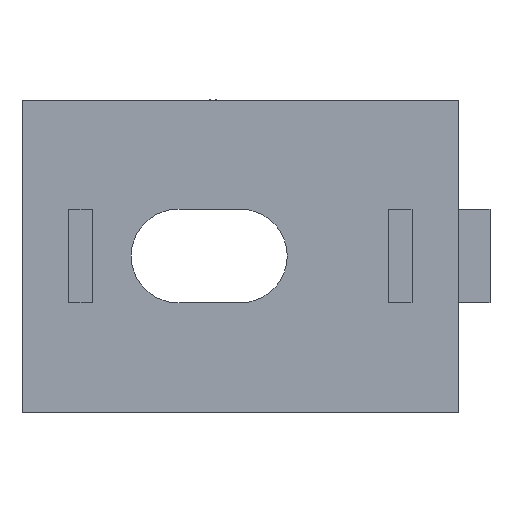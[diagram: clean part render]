
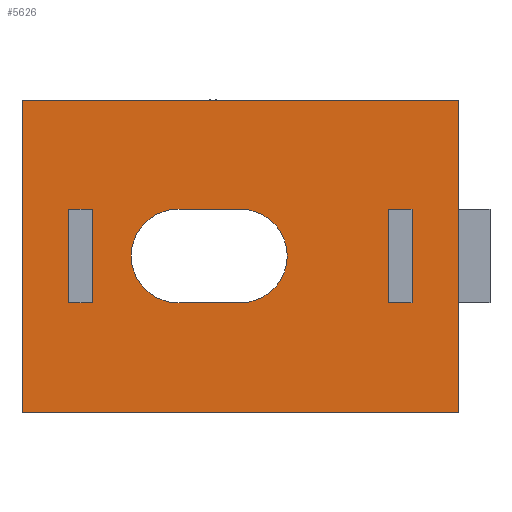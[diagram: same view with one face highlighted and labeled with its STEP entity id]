
A CAD part, left-side view. The second image highlights one B-rep face of the part: STEP entity #5626.
In plain terms, the highlighted planar face has unit normal (-1, 0, 0).
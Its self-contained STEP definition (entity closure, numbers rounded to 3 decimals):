
#10 = VERTEX_POINT ( 'NONE', #984 ) ;
#52 = VECTOR ( 'NONE', #6022, 1000. ) ;
#168 = VECTOR ( 'NONE', #2071, 1000. ) ;
#352 = DIRECTION ( 'NONE',  ( 0., 1., 0. ) ) ;
#378 = CARTESIAN_POINT ( 'NONE',  ( 0., 25., 13. ) ) ;
#394 = DIRECTION ( 'NONE',  ( 0., 1., 0. ) ) ;
#440 = CARTESIAN_POINT ( 'NONE',  ( 0., 18., 13. ) ) ;
#508 = EDGE_CURVE ( 'NONE', #10, #5473, #2115, .T. ) ;
#584 = CARTESIAN_POINT ( 'NONE',  ( 0., 0., 0. ) ) ;
#782 = VECTOR ( 'NONE', #6011, 1000. ) ;
#907 = CARTESIAN_POINT ( 'NONE',  ( 0., 0., 0. ) ) ;
#919 = VERTEX_POINT ( 'NONE', #440 ) ;
#922 = VECTOR ( 'NONE', #2099, 1000. ) ;
#984 = CARTESIAN_POINT ( 'NONE',  ( 0., 23.5, 7. ) ) ;
#1078 = VECTOR ( 'NONE', #394, 1000. ) ;
#1125 = LINE ( 'NONE', #5973, #782 ) ;
#1130 = CARTESIAN_POINT ( 'NONE',  ( 0., 0., 20. ) ) ;
#1156 = FACE_OUTER_BOUND ( 'NONE', #3781, .T. ) ;
#1157 = LINE ( 'NONE', #6955, #52 ) ;
#1341 = VERTEX_POINT ( 'NONE', #5351 ) ;
#1433 = VERTEX_POINT ( 'NONE', #5098 ) ;
#1473 = AXIS2_PLACEMENT_3D ( 'NONE', #6933, #6969, #6921 ) ;
#1479 = CARTESIAN_POINT ( 'NONE',  ( 0., 3., 20. ) ) ;
#1522 = DIRECTION ( 'NONE',  ( 0., 0., 1. ) ) ;
#1744 = VERTEX_POINT ( 'NONE', #6947 ) ;
#1764 = LINE ( 'NONE', #2437, #168 ) ;
#1834 = DIRECTION ( 'NONE',  ( 0., 0., 1. ) ) ;
#1851 = CARTESIAN_POINT ( 'NONE',  ( 0., 4.5, 13. ) ) ;
#1854 = VECTOR ( 'NONE', #4685, 1000. ) ;
#2071 = DIRECTION ( 'NONE',  ( 0., 0., -1. ) ) ;
#2096 = VECTOR ( 'NONE', #1522, 1000. ) ;
#2099 = DIRECTION ( 'NONE',  ( 0., -1., 0. ) ) ;
#2115 = LINE ( 'NONE', #3321, #2096 ) ;
#2157 = VECTOR ( 'NONE', #3348, 1000. ) ;
#2178 = LINE ( 'NONE', #378, #1078 ) ;
#2193 = AXIS2_PLACEMENT_3D ( 'NONE', #6448, #6051, #4998 ) ;
#2219 = DIRECTION ( 'NONE',  ( 0., 1., 0. ) ) ;
#2246 = AXIS2_PLACEMENT_3D ( 'NONE', #6819, #3069, #2367 ) ;
#2251 = CARTESIAN_POINT ( 'NONE',  ( 0., 0., 20. ) ) ;
#2315 = CARTESIAN_POINT ( 'NONE',  ( 0., 23.5, 13. ) ) ;
#2323 = EDGE_CURVE ( 'NONE', #4945, #1433, #5287, .T. ) ;
#2367 = DIRECTION ( 'NONE',  ( 0., 0., 1. ) ) ;
#2437 = CARTESIAN_POINT ( 'NONE',  ( 0., 4.5, 20. ) ) ;
#2611 = FACE_BOUND ( 'NONE', #3861, .T. ) ;
#2649 = DIRECTION ( 'NONE',  ( 0., 0., 1. ) ) ;
#2654 = CARTESIAN_POINT ( 'NONE',  ( 0., 25., 20. ) ) ;
#2872 = EDGE_CURVE ( 'NONE', #1744, #6663, #1125, .T. ) ;
#2882 = VECTOR ( 'NONE', #1834, 1000. ) ;
#2963 = LINE ( 'NONE', #5926, #5727 ) ;
#3020 = DIRECTION ( 'NONE',  ( 0., 0., -1. ) ) ;
#3043 = VECTOR ( 'NONE', #3020, 1000. ) ;
#3052 = CARTESIAN_POINT ( 'NONE',  ( 0., 14., 13. ) ) ;
#3069 = DIRECTION ( 'NONE',  ( -1., 0., 0. ) ) ;
#3132 = ORIENTED_EDGE ( 'NONE', *, *, #4829, .F. ) ;
#3288 = CIRCLE ( 'NONE', #2193, 3. ) ;
#3321 = CARTESIAN_POINT ( 'NONE',  ( 0., 23.5, 20. ) ) ;
#3348 = DIRECTION ( 'NONE',  ( 0., -1., 0. ) ) ;
#3356 = CARTESIAN_POINT ( 'NONE',  ( 0., 25., 7. ) ) ;
#3695 = EDGE_LOOP ( 'NONE', ( #5635, #5720, #5496, #5647 ) ) ;
#3781 = EDGE_LOOP ( 'NONE', ( #6339, #6063, #5824, #6261 ) ) ;
#3861 = EDGE_LOOP ( 'NONE', ( #5742, #6170, #5665, #5801 ) ) ;
#3867 = VERTEX_POINT ( 'NONE', #4678 ) ;
#3930 = VERTEX_POINT ( 'NONE', #4183 ) ;
#3944 = EDGE_LOOP ( 'NONE', ( #3132, #4154, #6504, #6083 ) ) ;
#4010 = VECTOR ( 'NONE', #352, 1000. ) ;
#4081 = FACE_BOUND ( 'NONE', #3695, .T. ) ;
#4154 = ORIENTED_EDGE ( 'NONE', *, *, #4820, .F. ) ;
#4183 = CARTESIAN_POINT ( 'NONE',  ( 0., 28., 0. ) ) ;
#4196 = LINE ( 'NONE', #907, #4010 ) ;
#4334 = VECTOR ( 'NONE', #2219, 1000. ) ;
#4451 = FACE_BOUND ( 'NONE', #3944, .T. ) ;
#4474 = VERTEX_POINT ( 'NONE', #584 ) ;
#4488 = EDGE_CURVE ( 'NONE', #5473, #5744, #2178, .T. ) ;
#4533 = CARTESIAN_POINT ( 'NONE',  ( 0., 14., 7. ) ) ;
#4593 = VERTEX_POINT ( 'NONE', #6928 ) ;
#4597 = EDGE_CURVE ( 'NONE', #1341, #5418, #1157, .T. ) ;
#4647 = VECTOR ( 'NONE', #2649, 1000. ) ;
#4678 = CARTESIAN_POINT ( 'NONE',  ( 0., 18., 7. ) ) ;
#4685 = DIRECTION ( 'NONE',  ( 0., 1., 0. ) ) ;
#4741 = EDGE_CURVE ( 'NONE', #5744, #4593, #5988, .T. ) ;
#4743 = EDGE_CURVE ( 'NONE', #6663, #1341, #1764, .T. ) ;
#4751 = EDGE_CURVE ( 'NONE', #5418, #1744, #5821, .T. ) ;
#4771 = EDGE_CURVE ( 'NONE', #4474, #3930, #4196, .T. ) ;
#4782 = EDGE_CURVE ( 'NONE', #3867, #6092, #6557, .T. ) ;
#4820 = EDGE_CURVE ( 'NONE', #6092, #6440, #4994, .T. ) ;
#4824 = LINE ( 'NONE', #4878, #4647 ) ;
#4829 = EDGE_CURVE ( 'NONE', #6440, #919, #6238, .T. ) ;
#4832 = EDGE_CURVE ( 'NONE', #919, #3867, #3288, .T. ) ;
#4851 = EDGE_CURVE ( 'NONE', #3930, #1433, #4824, .T. ) ;
#4873 = EDGE_CURVE ( 'NONE', #4945, #4474, #2963, .T. ) ;
#4878 = CARTESIAN_POINT ( 'NONE',  ( 0., 28., 20. ) ) ;
#4945 = VERTEX_POINT ( 'NONE', #1130 ) ;
#4962 = LINE ( 'NONE', #3356, #2157 ) ;
#4994 = CIRCLE ( 'NONE', #2246, 3. ) ;
#4998 = DIRECTION ( 'NONE',  ( 0., 0., 1. ) ) ;
#5098 = CARTESIAN_POINT ( 'NONE',  ( 0., 28., 20. ) ) ;
#5138 = CARTESIAN_POINT ( 'NONE',  ( 0., 3., 7. ) ) ;
#5287 = LINE ( 'NONE', #2251, #4334 ) ;
#5351 = CARTESIAN_POINT ( 'NONE',  ( 0., 4.5, 7. ) ) ;
#5418 = VERTEX_POINT ( 'NONE', #5138 ) ;
#5473 = VERTEX_POINT ( 'NONE', #2315 ) ;
#5482 = DIRECTION ( 'NONE',  ( 0., 0., -1. ) ) ;
#5496 = ORIENTED_EDGE ( 'NONE', *, *, #4488, .F. ) ;
#5626 = ADVANCED_FACE ( 'NONE', ( #4451, #1156, #2611, #4081 ), #6935, .F. ) ;
#5635 = ORIENTED_EDGE ( 'NONE', *, *, #6334, .F. ) ;
#5647 = ORIENTED_EDGE ( 'NONE', *, *, #508, .F. ) ;
#5665 = ORIENTED_EDGE ( 'NONE', *, *, #2872, .F. ) ;
#5720 = ORIENTED_EDGE ( 'NONE', *, *, #4741, .F. ) ;
#5727 = VECTOR ( 'NONE', #5482, 1000. ) ;
#5742 = ORIENTED_EDGE ( 'NONE', *, *, #4597, .F. ) ;
#5744 = VERTEX_POINT ( 'NONE', #6592 ) ;
#5801 = ORIENTED_EDGE ( 'NONE', *, *, #4751, .F. ) ;
#5821 = LINE ( 'NONE', #1479, #2882 ) ;
#5824 = ORIENTED_EDGE ( 'NONE', *, *, #4851, .F. ) ;
#5886 = CARTESIAN_POINT ( 'NONE',  ( 0., 0., 7. ) ) ;
#5926 = CARTESIAN_POINT ( 'NONE',  ( 0., 0., 20. ) ) ;
#5973 = CARTESIAN_POINT ( 'NONE',  ( 0., 3., 13. ) ) ;
#5988 = LINE ( 'NONE', #2654, #3043 ) ;
#6011 = DIRECTION ( 'NONE',  ( 0., 1., 0. ) ) ;
#6022 = DIRECTION ( 'NONE',  ( 0., -1., 0. ) ) ;
#6051 = DIRECTION ( 'NONE',  ( -1., 0., 0. ) ) ;
#6063 = ORIENTED_EDGE ( 'NONE', *, *, #2323, .T. ) ;
#6083 = ORIENTED_EDGE ( 'NONE', *, *, #4832, .F. ) ;
#6092 = VERTEX_POINT ( 'NONE', #4533 ) ;
#6170 = ORIENTED_EDGE ( 'NONE', *, *, #4743, .F. ) ;
#6238 = LINE ( 'NONE', #6801, #1854 ) ;
#6261 = ORIENTED_EDGE ( 'NONE', *, *, #4771, .F. ) ;
#6334 = EDGE_CURVE ( 'NONE', #4593, #10, #4962, .T. ) ;
#6339 = ORIENTED_EDGE ( 'NONE', *, *, #4873, .F. ) ;
#6440 = VERTEX_POINT ( 'NONE', #3052 ) ;
#6448 = CARTESIAN_POINT ( 'NONE',  ( 0., 18., 10. ) ) ;
#6504 = ORIENTED_EDGE ( 'NONE', *, *, #4782, .F. ) ;
#6557 = LINE ( 'NONE', #5886, #922 ) ;
#6592 = CARTESIAN_POINT ( 'NONE',  ( 0., 25., 13. ) ) ;
#6663 = VERTEX_POINT ( 'NONE', #1851 ) ;
#6801 = CARTESIAN_POINT ( 'NONE',  ( 0., 0., 13. ) ) ;
#6819 = CARTESIAN_POINT ( 'NONE',  ( 0., 14., 10. ) ) ;
#6921 = DIRECTION ( 'NONE',  ( 0., 0., -1. ) ) ;
#6928 = CARTESIAN_POINT ( 'NONE',  ( 0., 25., 7. ) ) ;
#6933 = CARTESIAN_POINT ( 'NONE',  ( 0., 0., 20. ) ) ;
#6935 = PLANE ( 'NONE',  #1473 ) ;
#6947 = CARTESIAN_POINT ( 'NONE',  ( 0., 3., 13. ) ) ;
#6955 = CARTESIAN_POINT ( 'NONE',  ( 0., 3., 7. ) ) ;
#6969 = DIRECTION ( 'NONE',  ( 1., 0., 0. ) ) ;
